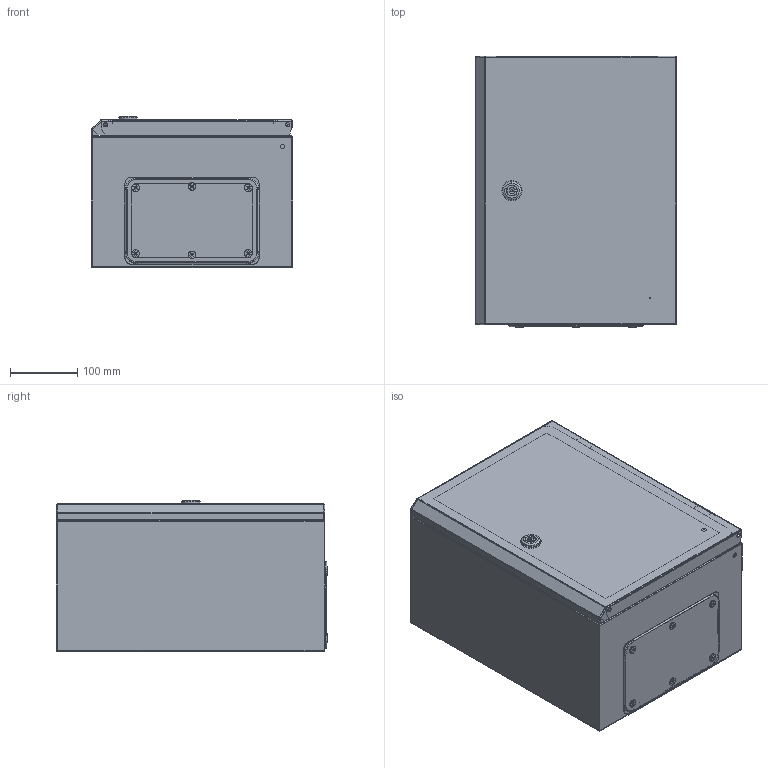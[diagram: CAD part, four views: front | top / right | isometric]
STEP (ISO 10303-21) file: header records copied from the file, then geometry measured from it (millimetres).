
FILE_DESCRIPTION (( 'STEP AP203' ), '1' );
FILE_NAME ('ÙÌÏã- 40.30.22 êàá. ôëàíåö IP65 EKF PROxima.STEP', '2022-12-08T08:03:09', ( '' ), ( '' ), 'SwSTEP 2.0', 'SolidWorks 2021', '' );
FILE_SCHEMA (( 'CONFIG_CONTROL_DESIGN' ));
Length unit declared in the file: millimetre
Products named in the file (23): Íàâåñêà íà êîðïóñ ïîä êëåïêó; Äâåðü â ñáîðå ÌÈ-454.02.00.000 ÑÁ; rivet 02_din1_DIN 660-5x8-St-A-2; hex flange nut_din1_Hexagon Flange Nut DIN 6923 - M6 - N; ﾌﾈ-2000.00.00.000 ﾂ粽蓖鵫 瑙褻 ﾘﾌﾏﾃ; ÌÈ-2018.01.01.000 Ñòåíêà çàäíÿÿ â ñáîðå ; ﾄ粢 ﾌﾈ-454.02.00.001; ÓÊ íà äâåðü ÌÈ-454; Øïèëüêà Ì6õ12; ÌÈ-2018.01.00.001 Ñòåíêà âåðõíÿÿ_‘â. ­¨¦­ïï ; ﾌﾈ-2000.00.00.001 ﾂ粽蓖鵫 瑙褻 ﾘﾌﾏﾃ; ÌÈ-2018.00.00.001 Ïàíåëü ìîíòàæíàÿ; Îñü ïåòëè 4õ52_‚¨­â A.M4x0,5x40 ƒŽ‘’ 11644-75; Ïåòëÿ íà äâåðü ï-îáðàçíàÿ; countersunk flat head cross recess screw_din1_DIN EN ISO 7046-1 - M6 x 16 - Z - 16C; ÙÌÏã- 40.30.22 êàá. ôëàíåö IP65 EKF PROxima; Çàìîê áîëüøîé; ÌÈ-2018.01.01.001 Ñòåíêà çàäíÿÿ; ÌÈ-2018.01.00.000 Êîðïóñ â ñáîðå; ÌÈ-2018.01.00.001 Ñòåíêà âåðõíÿÿ; Øïèëüêà ïðèâàðíàÿ Ì6õ20 DIN 13918; countersunk flat head cross recess screw_din1_DIN EN ISO 7046-1 - M4 x 10 - Z - 10N; 蚘 縺 鐏鳧氀
Assembly tree (37 placements, depth 4):
  ÙÌÏã- 40.30.22 êàá. ôëàíåö IP65 EKF PROxima
    ÌÈ-2018.01.00.000 Êîðïóñ â ñáîðå
      ÌÈ-2018.01.01.000 Ñòåíêà çàäíÿÿ â ñáîðå 
        ÌÈ-2018.01.01.001 Ñòåíêà çàäíÿÿ
        Øïèëüêà Ì6õ12
        Øïèëüêà ïðèâàðíàÿ Ì6õ20 DIN 13918  x2
      ÌÈ-2018.01.00.001 Ñòåíêà âåðõíÿÿ
      ÌÈ-2018.01.00.001 Ñòåíêà âåðõíÿÿ_‘â. ­¨¦­ïï 
    Äâåðü â ñáîðå ÌÈ-454.02.00.000 ÑÁ
      ﾄ粢 ﾌﾈ-454.02.00.001
      Çàìîê áîëüøîé
      ÓÊ íà äâåðü ÌÈ-454
      Ïåòëÿ íà äâåðü ï-îáðàçíàÿ  x2
      Øïèëüêà Ì6õ12
    hex flange nut_din1_Hexagon Flange Nut DIN 6923 - M6 - N  x4
    ÌÈ-2018.00.00.001 Ïàíåëü ìîíòàæíàÿ
    Íàâåñêà íà êîðïóñ ïîä êëåïêó  x2
    rivet 02_din1_DIN 660-5x8-St-A-2  x4
    Îñü ïåòëè 4õ52_‚¨­â A.M4x0,5x40 ƒŽ‘’ 11644-75  x2
    ﾌﾈ-2000.00.00.000 ﾂ粽蓖鵫 瑙褻 ﾘﾌﾏﾃ
      ﾌﾈ-2000.00.00.001 ﾂ粽蓖鵫 瑙褻 ﾘﾌﾏﾃ
      蚘 縺 鐏鳧氀
    countersunk flat head cross recess screw_din1_DIN EN ISO 7046-1 - M6 x 16 - Z - 16C  x6
  countersunk flat head cross recess screw_din1_DIN EN ISO 7046-1 - M4 x 10 - Z - 10N
Bounding box: 300 x 404.2 x 225.54 mm (x, y, z)
Volume: 876059.9 mm3; surface area: 1472988.1 mm2
Topology: 33 solids, 38 shells, 1177 faces, 2708 edges, 1613 vertices
Faces by surface type: plane 579, cylinder 315, cone 142, torus 88, bspline 53
Entity records: 27063 total; most frequent: CARTESIAN_POINT 5895, DIRECTION 3933, ORIENTED_EDGE 3684, EDGE_CURVE 1842, AXIS2_PLACEMENT_3D 1437, VERTEX_POINT 1112, LINE 1059, VECTOR 1059
